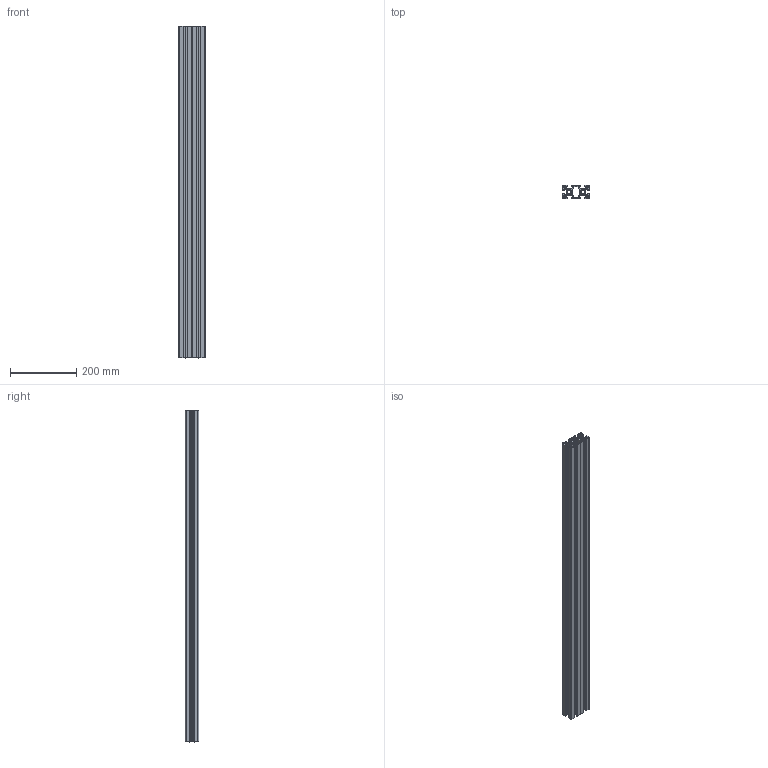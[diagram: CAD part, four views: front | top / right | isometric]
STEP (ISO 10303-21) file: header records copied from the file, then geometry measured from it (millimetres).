
FILE_DESCRIPTION (( 'STEP AP214' ), '1' );
FILE_NAME ('栖闉罻1.STEP', '2021-12-01T07:44:42', ( '砐錪賧瘔蠈錪 Windows' ), ( '' ), 'SwSTEP 2.0', 'SolidWorks 2021', '' );
FILE_SCHEMA (( 'AUTOMOTIVE_DESIGN' ));
Length unit declared in the file: millimetre
Products named in the file (2): 448H Êîíñòðóêöèîííûé ïðîôèëü 40õ80H_01; 栖闉罻1
Assembly tree (1 placements, depth 2):
  栖闉罻1
    448H Êîíñòðóêöèîííûé ïðîôèëü 40õ80H_01
Bounding box: 80 x 40 x 1000.1 mm (x, y, z)
Volume: 1126406.1 mm3; surface area: 755875.6 mm2
Topology: 1 solids, 1 shells, 510 faces, 1524 edges, 1016 vertices
Faces by surface type: plane 256, cylinder 254
Entity records: 17390 total; most frequent: DIRECTION 3060, CARTESIAN_POINT 3054, ORIENTED_EDGE 3048, EDGE_CURVE 1524, AXIS2_PLACEMENT_3D 1022, VERTEX_POINT 1016, LINE 1016, VECTOR 1016
